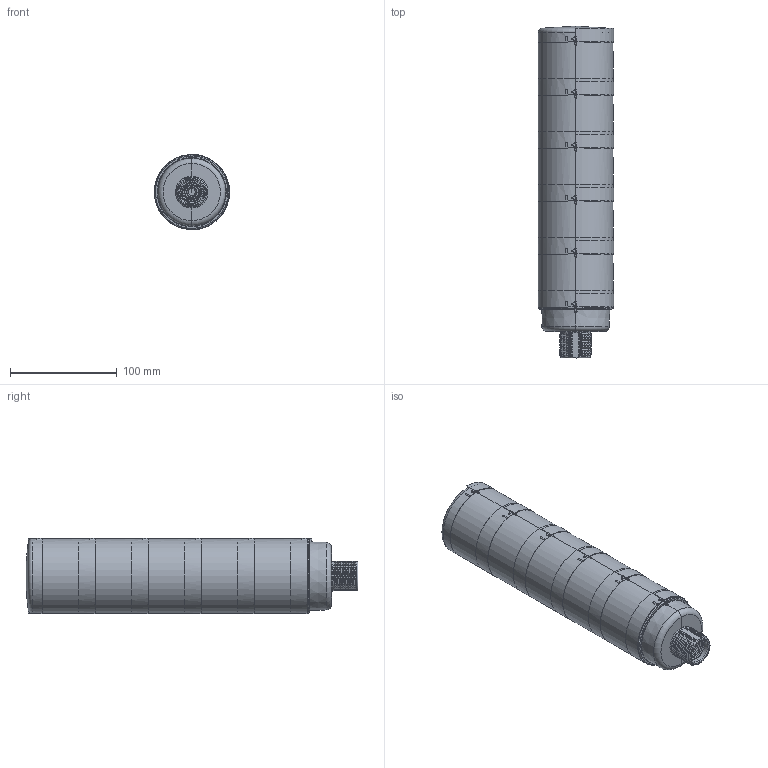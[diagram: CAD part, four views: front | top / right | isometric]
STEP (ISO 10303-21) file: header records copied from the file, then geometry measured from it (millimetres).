
FILE_DESCRIPTION((''),'2;1');
FILE_NAME('181475_ASM','2014-08-08T',('pdmadmin'),(''),'PRO/ENGINEER BY PARAMETRIC TECHNOLOGY CORPORATION, 2013230','PRO/ENGINEER BY PARAMETRIC TECHNOLOGY CORPORATION, 2013230','');
FILE_SCHEMA(('CONFIG_CONTROL_DESIGN'));
Length unit declared in the file: millimetre
Products named in the file (5): 180077; 179879; 179880; 180091; 181475_ASM
Assembly tree (12 placements, depth 2):
  181475_ASM
    180077
    179879  x5
    179880  x5
    180091
Bounding box: 70.5 x 311.3 x 71.25 mm (x, y, z)
Volume: 290961.8 mm3; surface area: 209413.6 mm2
Topology: 12 solids, 18 shells, 3517 faces, 8398 edges, 4921 vertices
Faces by surface type: bspline 1174, cylinder 882, plane 579, torus 391, cone 288, sphere 203
Entity records: 71353 total; most frequent: CARTESIAN_POINT 47359, ORIENTED_EDGE 5492, DIRECTION 4326, EDGE_CURVE 2750, AXIS2_PLACEMENT_3D 1830, VERTEX_POINT 1625, EDGE_LOOP 1201, FACE_OUTER_BOUND 1153
